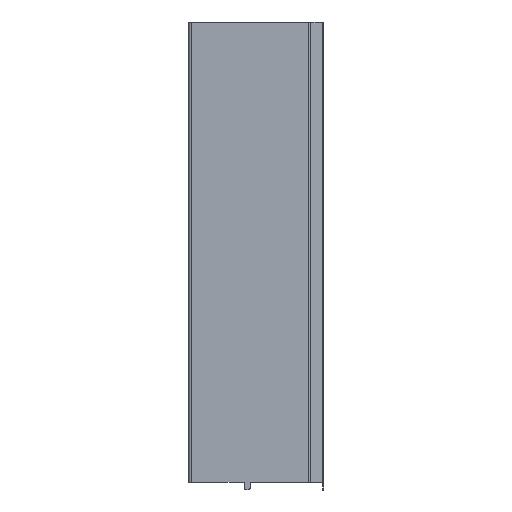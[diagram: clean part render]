
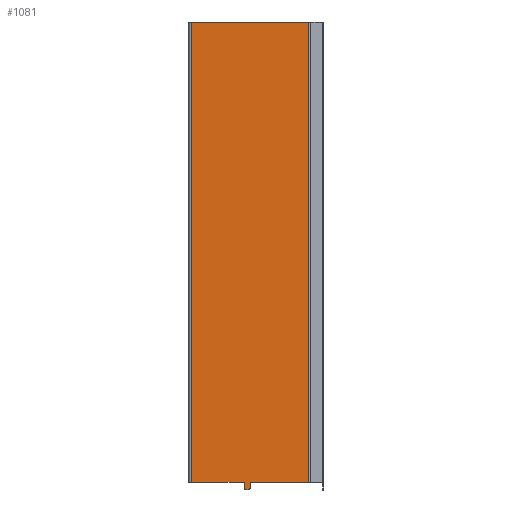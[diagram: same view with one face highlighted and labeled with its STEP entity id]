
A CAD part, top view. The second image highlights one B-rep face of the part: STEP entity #1081.
In plain terms, the highlighted planar face has unit normal (0, 0, 1).
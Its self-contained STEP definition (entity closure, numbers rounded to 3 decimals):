
#50=PLANE('',#1183);
#97=FACE_OUTER_BOUND('',#152,.T.);
#152=EDGE_LOOP('',(#919,#920,#921,#922,#923,#924,#925,#926,#927,#928));
#180=LINE('',#1542,#295);
#213=LINE('',#1640,#328);
#214=LINE('',#1643,#329);
#235=LINE('',#1696,#350);
#260=LINE('',#1759,#375);
#266=LINE('',#1769,#381);
#269=LINE('',#1777,#384);
#271=LINE('',#1783,#386);
#295=VECTOR('',#1229,10.);
#328=VECTOR('',#1310,10.);
#329=VECTOR('',#1315,10.);
#350=VECTOR('',#1372,10.);
#375=VECTOR('',#1419,1000.);
#381=VECTOR('',#1429,10.);
#384=VECTOR('',#1438,1000.);
#386=VECTOR('',#1446,1000.);
#439=CIRCLE('',#1178,1.);
#440=CIRCLE('',#1181,1.);
#454=VERTEX_POINT('',#1539);
#455=VERTEX_POINT('',#1541);
#495=VERTEX_POINT('',#1637);
#496=VERTEX_POINT('',#1639);
#510=VERTEX_POINT('',#1694);
#537=VERTEX_POINT('',#1758);
#539=VERTEX_POINT('',#1767);
#540=VERTEX_POINT('',#1771);
#541=VERTEX_POINT('',#1775);
#542=VERTEX_POINT('',#1779);
#561=EDGE_CURVE('',#455,#454,#180,.T.);
#610=EDGE_CURVE('',#496,#495,#213,.T.);
#612=EDGE_CURVE('',#496,#454,#214,.T.);
#639=EDGE_CURVE('',#455,#510,#235,.T.);
#670=EDGE_CURVE('',#537,#510,#260,.T.);
#676=EDGE_CURVE('',#495,#539,#266,.T.);
#678=EDGE_CURVE('',#539,#540,#439,.T.);
#680=EDGE_CURVE('',#540,#541,#269,.T.);
#682=EDGE_CURVE('',#541,#542,#440,.T.);
#683=EDGE_CURVE('',#542,#537,#271,.T.);
#919=ORIENTED_EDGE('',*,*,#612,.F.);
#920=ORIENTED_EDGE('',*,*,#610,.T.);
#921=ORIENTED_EDGE('',*,*,#676,.T.);
#922=ORIENTED_EDGE('',*,*,#678,.T.);
#923=ORIENTED_EDGE('',*,*,#680,.T.);
#924=ORIENTED_EDGE('',*,*,#682,.T.);
#925=ORIENTED_EDGE('',*,*,#683,.T.);
#926=ORIENTED_EDGE('',*,*,#670,.T.);
#927=ORIENTED_EDGE('',*,*,#639,.F.);
#928=ORIENTED_EDGE('',*,*,#561,.T.);
#1081=ADVANCED_FACE('',(#97),#50,.F.);
#1178=AXIS2_PLACEMENT_3D('',#1773,#1433,#1434);
#1181=AXIS2_PLACEMENT_3D('',#1781,#1442,#1443);
#1183=AXIS2_PLACEMENT_3D('',#1784,#1447,#1448);
#1229=DIRECTION('',(-1.,0.,0.));
#1310=DIRECTION('',(1.,0.,0.));
#1315=DIRECTION('',(0.,1.,0.));
#1372=DIRECTION('',(0.,-1.,0.));
#1419=DIRECTION('',(1.,0.,0.));
#1429=DIRECTION('',(0.,-1.,0.));
#1433=DIRECTION('center_axis',(0.,0.,1.));
#1434=DIRECTION('ref_axis',(-0.707,-0.707,0.));
#1438=DIRECTION('',(1.,0.,0.));
#1442=DIRECTION('center_axis',(0.,0.,1.));
#1443=DIRECTION('ref_axis',(0.707,-0.707,0.));
#1446=DIRECTION('',(0.,1.,0.));
#1447=DIRECTION('center_axis',(0.,0.,-1.));
#1448=DIRECTION('ref_axis',(-1.,0.,0.));
#1539=CARTESIAN_POINT('',(-67.6,0.,61.97));
#1541=CARTESIAN_POINT('',(-7.721,0.,61.97));
#1542=CARTESIAN_POINT('',(-4.424,0.,61.97));
#1637=CARTESIAN_POINT('',(-40.6,-235.,61.97));
#1639=CARTESIAN_POINT('',(-67.6,-235.,61.97));
#1640=CARTESIAN_POINT('',(-31.324,-235.,61.97));
#1643=CARTESIAN_POINT('',(-67.6,-235.,61.97));
#1694=CARTESIAN_POINT('',(-7.721,-235.,61.97));
#1696=CARTESIAN_POINT('',(-7.721,-235.,61.97));
#1758=CARTESIAN_POINT('',(-37.6,-235.,61.97));
#1759=CARTESIAN_POINT('',(-7.249,-235.,61.97));
#1767=CARTESIAN_POINT('',(-40.6,-238.,61.97));
#1769=CARTESIAN_POINT('',(-40.6,-229.9,61.97));
#1771=CARTESIAN_POINT('',(-39.6,-239.,61.97));
#1773=CARTESIAN_POINT('Origin',(-39.6,-238.,61.97));
#1775=CARTESIAN_POINT('',(-38.6,-239.,61.97));
#1777=CARTESIAN_POINT('',(-42.4,-239.,61.97));
#1779=CARTESIAN_POINT('',(-37.6,-238.,61.97));
#1781=CARTESIAN_POINT('Origin',(-38.6,-238.,61.97));
#1783=CARTESIAN_POINT('',(-37.6,-235.,61.97));
#1784=CARTESIAN_POINT('Origin',(-7.249,-235.,61.97));
